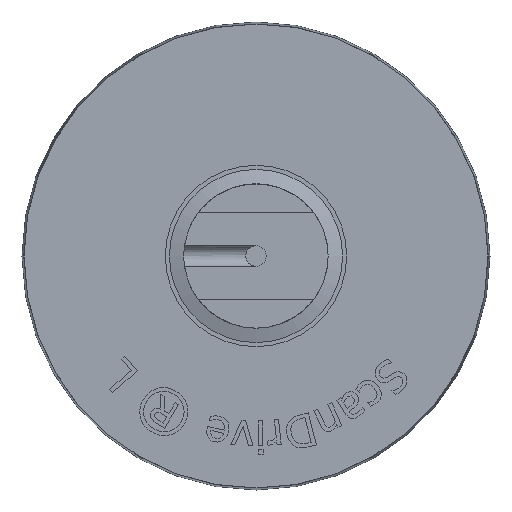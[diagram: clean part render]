
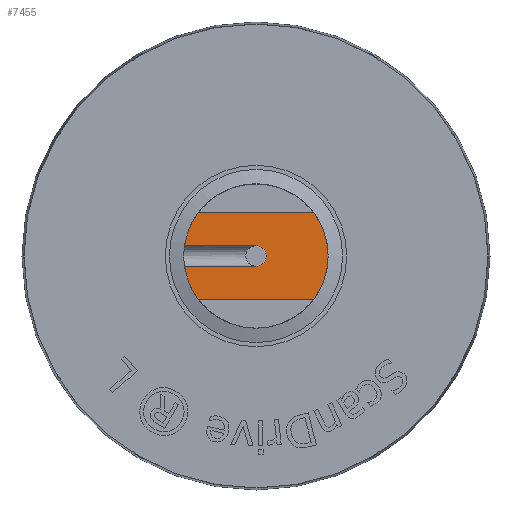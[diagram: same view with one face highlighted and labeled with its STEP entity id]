
A CAD part, left-side view. The second image highlights one B-rep face of the part: STEP entity #7455.
In plain terms, the highlighted planar face has unit normal (-1, 0, 0).
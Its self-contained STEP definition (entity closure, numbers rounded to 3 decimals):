
#230=CIRCLE('',#7902,17.5);
#231=CIRCLE('',#7903,17.5);
#232=CIRCLE('',#7904,17.5);
#233=CIRCLE('',#7905,2.5);
#335=PLANE('',#7901);
#573=FACE_OUTER_BOUND('',#996,.T.);
#996=EDGE_LOOP('',(#5173,#5174,#5175,#5176,#5177,#5178,#5179,#5180));
#1469=LINE('',#9670,#2200);
#1471=LINE('',#9675,#2202);
#1473=LINE('',#9681,#2204);
#1474=LINE('',#9685,#2205);
#2200=VECTOR('',#8244,10.);
#2202=VECTOR('',#8248,10.);
#2204=VECTOR('',#8254,10.);
#2205=VECTOR('',#8257,10.);
#3262=VERTEX_POINT('',#9666);
#3263=VERTEX_POINT('',#9668);
#3264=VERTEX_POINT('',#9672);
#3265=VERTEX_POINT('',#9674);
#3266=VERTEX_POINT('',#9678);
#3267=VERTEX_POINT('',#9680);
#3268=VERTEX_POINT('',#9682);
#3269=VERTEX_POINT('',#9684);
#4030=EDGE_CURVE('',#3262,#3263,#1469,.T.);
#4032=EDGE_CURVE('',#3265,#3264,#1471,.T.);
#4034=EDGE_CURVE('',#3264,#3266,#230,.T.);
#4035=EDGE_CURVE('',#3266,#3267,#1473,.T.);
#4036=EDGE_CURVE('',#3267,#3268,#231,.T.);
#4037=EDGE_CURVE('',#3268,#3269,#1474,.T.);
#4038=EDGE_CURVE('',#3269,#3262,#232,.T.);
#4039=EDGE_CURVE('',#3263,#3265,#233,.T.);
#5173=ORIENTED_EDGE('',*,*,#4032,.T.);
#5174=ORIENTED_EDGE('',*,*,#4034,.T.);
#5175=ORIENTED_EDGE('',*,*,#4035,.T.);
#5176=ORIENTED_EDGE('',*,*,#4036,.T.);
#5177=ORIENTED_EDGE('',*,*,#4037,.T.);
#5178=ORIENTED_EDGE('',*,*,#4038,.T.);
#5179=ORIENTED_EDGE('',*,*,#4030,.T.);
#5180=ORIENTED_EDGE('',*,*,#4039,.T.);
#7455=ADVANCED_FACE('',(#573),#335,.T.);
#7901=AXIS2_PLACEMENT_3D('',#9677,#8250,#8251);
#7902=AXIS2_PLACEMENT_3D('',#9679,#8252,#8253);
#7903=AXIS2_PLACEMENT_3D('',#9683,#8255,#8256);
#7904=AXIS2_PLACEMENT_3D('',#9686,#8258,#8259);
#7905=AXIS2_PLACEMENT_3D('',#9687,#8260,#8261);
#8244=DIRECTION('',(0.,-1.,0.));
#8248=DIRECTION('',(0.,1.,0.));
#8250=DIRECTION('center_axis',(-1.,0.,0.));
#8251=DIRECTION('ref_axis',(0.,0.,1.));
#8252=DIRECTION('center_axis',(-1.,0.,0.));
#8253=DIRECTION('ref_axis',(0.,0.,1.));
#8254=DIRECTION('',(0.,-1.,0.));
#8255=DIRECTION('center_axis',(-1.,0.,0.));
#8256=DIRECTION('ref_axis',(0.,0.,1.));
#8257=DIRECTION('',(0.,1.,0.));
#8258=DIRECTION('center_axis',(-1.,0.,0.));
#8259=DIRECTION('ref_axis',(0.,0.,1.));
#8260=DIRECTION('center_axis',(1.,0.,0.));
#8261=DIRECTION('ref_axis',(0.,0.,-1.));
#9666=CARTESIAN_POINT('',(-578.5,17.321,2.5));
#9668=CARTESIAN_POINT('',(-578.5,0.,2.5));
#9670=CARTESIAN_POINT('',(-578.5,8.75,2.5));
#9672=CARTESIAN_POINT('',(-578.5,17.321,-2.5));
#9674=CARTESIAN_POINT('',(-578.5,0.,-2.5));
#9675=CARTESIAN_POINT('',(-578.5,8.75,-2.5));
#9677=CARTESIAN_POINT('Origin',(-578.5,0.,0.));
#9678=CARTESIAN_POINT('',(-578.5,14.,-10.5));
#9679=CARTESIAN_POINT('Origin',(-578.5,0.,0.));
#9680=CARTESIAN_POINT('',(-578.5,-14.,-10.5));
#9681=CARTESIAN_POINT('',(-578.5,7.,-10.5));
#9682=CARTESIAN_POINT('',(-578.5,-14.,10.5));
#9683=CARTESIAN_POINT('Origin',(-578.5,0.,0.));
#9684=CARTESIAN_POINT('',(-578.5,14.,10.5));
#9685=CARTESIAN_POINT('',(-578.5,-7.,10.5));
#9686=CARTESIAN_POINT('Origin',(-578.5,0.,0.));
#9687=CARTESIAN_POINT('Origin',(-578.5,0.,0.));
